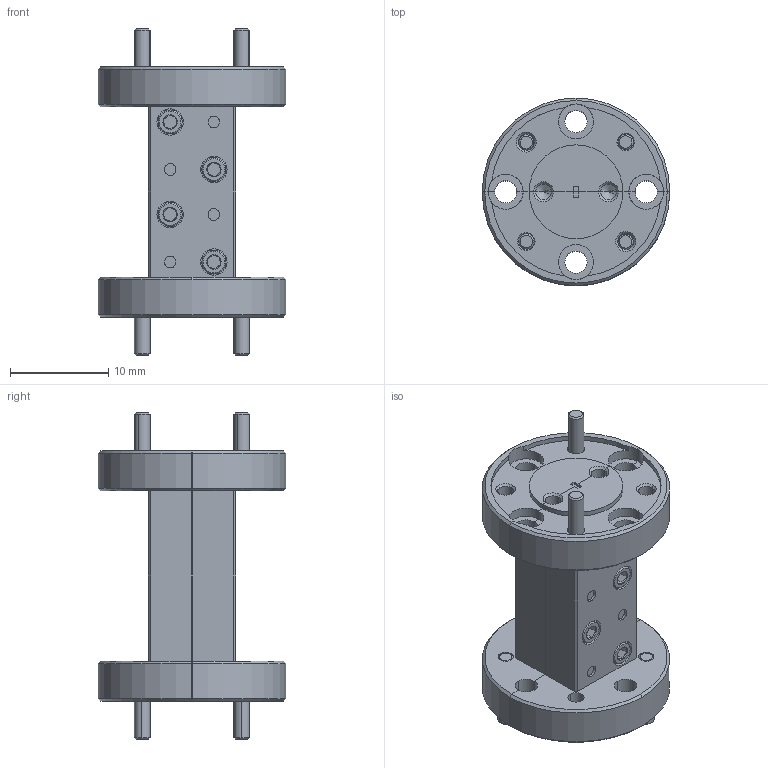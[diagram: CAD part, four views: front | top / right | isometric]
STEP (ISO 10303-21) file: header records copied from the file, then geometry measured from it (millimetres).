
FILE_DESCRIPTION (( 'STEP AP203' ), '1' );
FILE_NAME ('STQ-WG-04010-F1.STEP', '2023-04-19T17:59:51', ( '' ), ( '' ), 'SwSTEP 2.0', 'SolidWorks 2021', '' );
FILE_SCHEMA (( 'CONFIG_CONTROL_DESIGN' ));
Length unit declared in the file: inch
Products named in the file (1): STQ-WG-04010-F1
Bounding box: 19.05 x 19.05 x 33.15 mm (x, y, z)
Volume: 3287.1 mm3; surface area: 3436.5 mm2
Topology: 14 solids, 14 shells, 465 faces, 1069 edges, 656 vertices
Faces by surface type: plane 168, cylinder 150, cone 147
Entity records: 13340 total; most frequent: CARTESIAN_POINT 2495, DIRECTION 2393, ORIENTED_EDGE 2122, EDGE_CURVE 1061, AXIS2_PLACEMENT_3D 922, VERTEX_POINT 656, VECTOR 549, LINE 549
